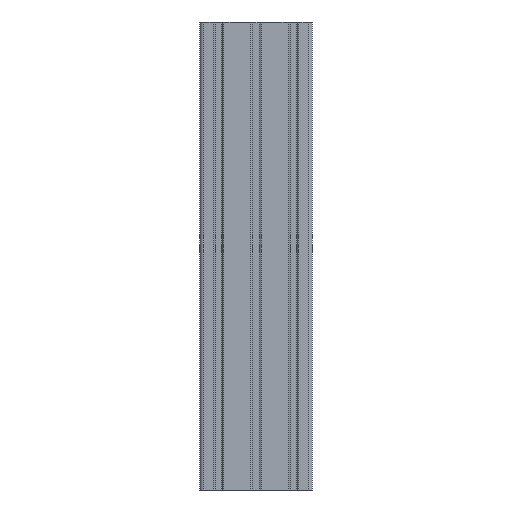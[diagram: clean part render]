
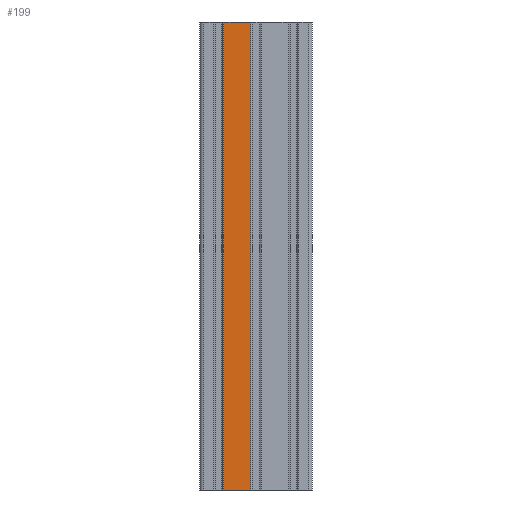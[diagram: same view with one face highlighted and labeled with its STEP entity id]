
A CAD part, front view. The second image highlights one B-rep face of the part: STEP entity #199.
In plain terms, the highlighted planar face has unit normal (0, -1, 0).
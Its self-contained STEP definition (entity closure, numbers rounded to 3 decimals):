
#148 = EDGE_LOOP ( 'NONE', ( #160, #203, #197, #179 ) ) ;
#152 = EDGE_CURVE ( 'NONE', #3101, #1317, #4120, .T. ) ;
#160 = ORIENTED_EDGE ( 'NONE', *, *, #1606, .T. ) ;
#179 = ORIENTED_EDGE ( 'NONE', *, *, #152, .T. ) ;
#197 = ORIENTED_EDGE ( 'NONE', *, *, #3070, .F. ) ;
#199 = ADVANCED_FACE ( 'NONE', ( #4182 ), #4181, .F. ) ;
#200 = EDGE_CURVE ( 'NONE', #3103, #1584, #4180, .T. ) ;
#203 = ORIENTED_EDGE ( 'NONE', *, *, #200, .F. ) ;
#1317 = VERTEX_POINT ( 'NONE', #6072 ) ;
#1584 = VERTEX_POINT ( 'NONE', #6445 ) ;
#1606 = EDGE_CURVE ( 'NONE', #1317, #1584, #6533, .T. ) ;
#3070 = EDGE_CURVE ( 'NONE', #3101, #3103, #8892, .T. ) ;
#3101 = VERTEX_POINT ( 'NONE', #8949 ) ;
#3103 = VERTEX_POINT ( 'NONE', #8902 ) ;
#4108 = DIRECTION ( 'NONE',  ( 0., 0., -1. ) ) ;
#4109 = VECTOR ( 'NONE', #4108, 1000. ) ;
#4113 = CARTESIAN_POINT ( 'NONE',  ( -23687.97, -19544.91, 500. ) ) ;
#4120 = LINE ( 'NONE', #4113, #4109 ) ;
#4178 = CARTESIAN_POINT ( 'NONE',  ( -23687.97, -19544.91, 500. ) ) ;
#4179 = CARTESIAN_POINT ( 'NONE',  ( -23659.17, -19544.91, 500. ) ) ;
#4180 = LINE ( 'NONE', #4179, #4231 ) ;
#4181 = PLANE ( 'NONE',  #4188 ) ;
#4182 = FACE_OUTER_BOUND ( 'NONE', #148, .T. ) ;
#4188 = AXIS2_PLACEMENT_3D ( 'NONE', #4178, #4237, #4236 ) ;
#4230 = DIRECTION ( 'NONE',  ( 0., 0., -1. ) ) ;
#4231 = VECTOR ( 'NONE', #4230, 1000. ) ;
#4236 = DIRECTION ( 'NONE',  ( -1., 0., 0. ) ) ;
#4237 = DIRECTION ( 'NONE',  ( 0., 1., 0. ) ) ;
#6072 = CARTESIAN_POINT ( 'NONE',  ( -23687.97, -19544.91, 0. ) ) ;
#6445 = CARTESIAN_POINT ( 'NONE',  ( -23659.17, -19544.91, 0. ) ) ;
#6523 = DIRECTION ( 'NONE',  ( 1., 0., 0. ) ) ;
#6531 = VECTOR ( 'NONE', #6523, 1000. ) ;
#6532 = CARTESIAN_POINT ( 'NONE',  ( -23687.97, -19544.91, 0. ) ) ;
#6533 = LINE ( 'NONE', #6532, #6531 ) ;
#8889 = DIRECTION ( 'NONE',  ( 1., 0., 0. ) ) ;
#8890 = VECTOR ( 'NONE', #8889, 1000. ) ;
#8891 = CARTESIAN_POINT ( 'NONE',  ( -23687.97, -19544.91, 500. ) ) ;
#8892 = LINE ( 'NONE', #8891, #8890 ) ;
#8902 = CARTESIAN_POINT ( 'NONE',  ( -23659.17, -19544.91, 500. ) ) ;
#8949 = CARTESIAN_POINT ( 'NONE',  ( -23687.97, -19544.91, 500. ) ) ;
